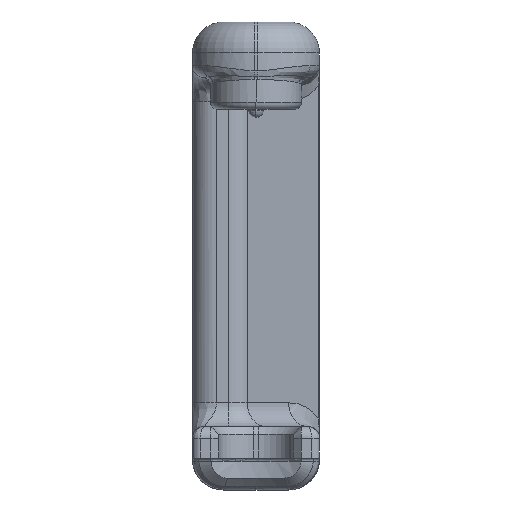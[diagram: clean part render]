
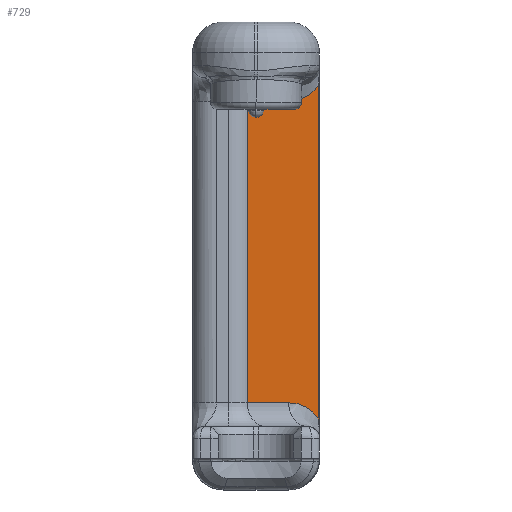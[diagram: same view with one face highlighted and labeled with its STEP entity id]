
A CAD part, left-side view. The second image highlights one B-rep face of the part: STEP entity #729.
In plain terms, the highlighted planar face has unit normal (-0.61, -0.793, 0).
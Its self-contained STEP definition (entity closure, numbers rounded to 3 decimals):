
#50 =( BOUNDED_CURVE ( )  B_SPLINE_CURVE ( 3, ( #3956, #5147, #2616, #5904 ),
 .UNSPECIFIED., .F., .F. ) 
 B_SPLINE_CURVE_WITH_KNOTS ( ( 4, 4 ),
 ( 3.717, 4.712 ),
 .UNSPECIFIED. ) 
 CURVE ( )  GEOMETRIC_REPRESENTATION_ITEM ( )  RATIONAL_B_SPLINE_CURVE ( ( 1., 0.919, 0.919, 1. ) ) 
 REPRESENTATION_ITEM ( '' )  );
#117 = VERTEX_POINT ( 'NONE', #3483 ) ;
#305 = CARTESIAN_POINT ( 'NONE',  ( 32.959, -3.122, 32. ) ) ;
#376 = EDGE_CURVE ( 'NONE', #6292, #2515, #3433, .T. ) ;
#471 = CARTESIAN_POINT ( 'NONE',  ( 32.959, -3.122, -6. ) ) ;
#581 = ORIENTED_EDGE ( 'NONE', *, *, #3873, .T. ) ;
#729 = ADVANCED_FACE ( 'NONE', ( #7155 ), #3985, .F. ) ;
#941 = VECTOR ( 'NONE', #2928, 1000. ) ;
#1550 = EDGE_CURVE ( 'NONE', #3557, #4388, #50, .T. ) ;
#1625 = EDGE_CURVE ( 'NONE', #7268, #3557, #7855, .T. ) ;
#1782 = CARTESIAN_POINT ( 'NONE',  ( 36.763, -6.048, -6.743 ) ) ;
#2050 = CARTESIAN_POINT ( 'NONE',  ( 25., 3., -9. ) ) ;
#2157 = CARTESIAN_POINT ( 'NONE',  ( 26.171, 2.099, -9. ) ) ;
#2201 = EDGE_CURVE ( 'NONE', #2515, #117, #5232, .T. ) ;
#2289 = ORIENTED_EDGE ( 'NONE', *, *, #1550, .T. ) ;
#2515 = VERTEX_POINT ( 'NONE', #5263 ) ;
#2616 = CARTESIAN_POINT ( 'NONE',  ( 34.983, -4.68, 32. ) ) ;
#2928 = DIRECTION ( 'NONE',  ( 0., 0., -1. ) ) ;
#3433 = LINE ( 'NONE', #2157, #941 ) ;
#3483 = CARTESIAN_POINT ( 'NONE',  ( 32.959, -3.122, -6. ) ) ;
#3557 = VERTEX_POINT ( 'NONE', #7702 ) ;
#3717 = EDGE_LOOP ( 'NONE', ( #6769, #5446, #2289, #581, #5719, #5356 ) ) ;
#3873 = EDGE_CURVE ( 'NONE', #4388, #6292, #7370, .T. ) ;
#3956 = CARTESIAN_POINT ( 'NONE',  ( 37.865, -6.896, 34.049 ) ) ;
#3985 = PLANE ( 'NONE',  #5116 ) ;
#4388 = VERTEX_POINT ( 'NONE', #305 ) ;
#4472 = VECTOR ( 'NONE', #7128, 1000. ) ;
#4708 = DIRECTION ( 'NONE',  ( -0.793, 0.61, 0. ) ) ;
#5034 = CARTESIAN_POINT ( 'NONE',  ( 34.983, -4.68, -6. ) ) ;
#5116 = AXIS2_PLACEMENT_3D ( 'NONE', #2050, #6651, #4708 ) ;
#5135 = CARTESIAN_POINT ( 'NONE',  ( 37.865, -6.896, -8.049 ) ) ;
#5147 = CARTESIAN_POINT ( 'NONE',  ( 36.763, -6.048, 32.743 ) ) ;
#5232 = LINE ( 'NONE', #7810, #7913 ) ;
#5263 = CARTESIAN_POINT ( 'NONE',  ( 26.171, 2.099, -6. ) ) ;
#5326 = EDGE_CURVE ( 'NONE', #117, #7268, #5522, .T. ) ;
#5356 = ORIENTED_EDGE ( 'NONE', *, *, #2201, .T. ) ;
#5410 = CARTESIAN_POINT ( 'NONE',  ( 26.171, 2.099, 32. ) ) ;
#5446 = ORIENTED_EDGE ( 'NONE', *, *, #1625, .T. ) ;
#5473 = DIRECTION ( 'NONE',  ( -0.793, 0.61, 0. ) ) ;
#5522 =( BOUNDED_CURVE ( )  B_SPLINE_CURVE ( 3, ( #471, #5034, #1782, #7608 ),
 .UNSPECIFIED., .F., .F. ) 
 B_SPLINE_CURVE_WITH_KNOTS ( ( 4, 4 ),
 ( 4.712, 5.707 ),
 .UNSPECIFIED. ) 
 CURVE ( )  GEOMETRIC_REPRESENTATION_ITEM ( )  RATIONAL_B_SPLINE_CURVE ( ( 1., 0.919, 0.919, 1. ) ) 
 REPRESENTATION_ITEM ( '' )  );
#5719 = ORIENTED_EDGE ( 'NONE', *, *, #376, .T. ) ;
#5904 = CARTESIAN_POINT ( 'NONE',  ( 32.959, -3.122, 32. ) ) ;
#6012 = VECTOR ( 'NONE', #5473, 1000. ) ;
#6136 = CARTESIAN_POINT ( 'NONE',  ( 25., 3., 32. ) ) ;
#6292 = VERTEX_POINT ( 'NONE', #5410 ) ;
#6651 = DIRECTION ( 'NONE',  ( 0.61, 0.793, 0. ) ) ;
#6769 = ORIENTED_EDGE ( 'NONE', *, *, #5326, .T. ) ;
#7128 = DIRECTION ( 'NONE',  ( 0., 0., 1. ) ) ;
#7155 = FACE_OUTER_BOUND ( 'NONE', #3717, .T. ) ;
#7173 = DIRECTION ( 'NONE',  ( 0.793, -0.61, 0. ) ) ;
#7214 = CARTESIAN_POINT ( 'NONE',  ( 37.865, -6.896, 34.217 ) ) ;
#7268 = VERTEX_POINT ( 'NONE', #5135 ) ;
#7370 = LINE ( 'NONE', #6136, #6012 ) ;
#7608 = CARTESIAN_POINT ( 'NONE',  ( 37.865, -6.896, -8.049 ) ) ;
#7702 = CARTESIAN_POINT ( 'NONE',  ( 37.865, -6.896, 34.049 ) ) ;
#7810 = CARTESIAN_POINT ( 'NONE',  ( 25., 3., -6. ) ) ;
#7855 = LINE ( 'NONE', #7214, #4472 ) ;
#7913 = VECTOR ( 'NONE', #7173, 1000. ) ;
